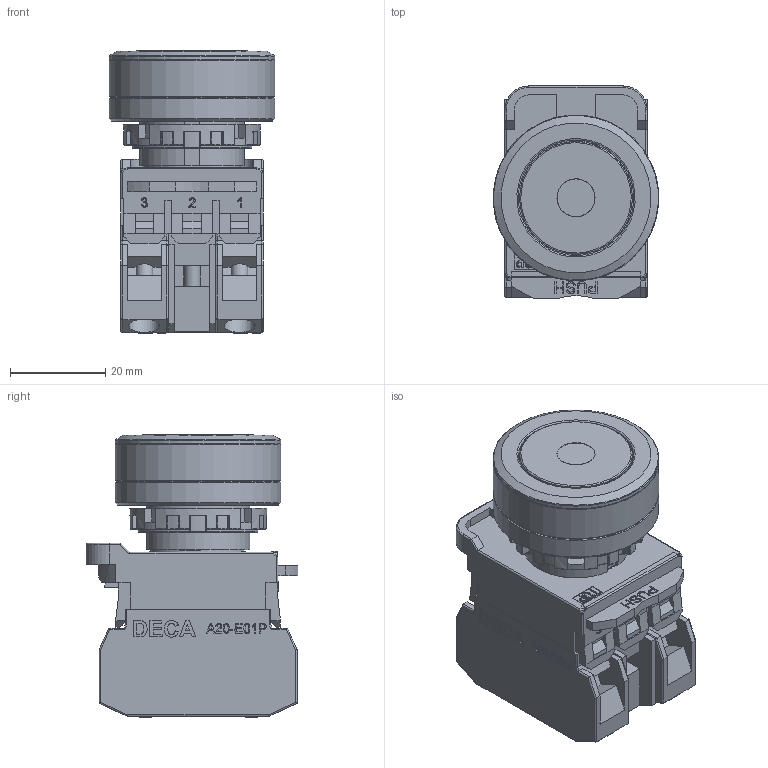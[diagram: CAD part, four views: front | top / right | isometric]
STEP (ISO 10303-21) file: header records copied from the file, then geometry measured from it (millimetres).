
FILE_DESCRIPTION( ( 'Unknown' ), '1' );
FILE_NAME( 'A20xL-x1DE11xx-BU.stp', 'Unknown', ( 'Unknown' ), ( 'Unknown' ), 'XStep 1.0', 'Unknown', ' ' );
FILE_SCHEMA( ( 'automotive_design' ) );
Length unit declared in the file: millimetre
Products named in the file (1): 8
Bounding box: 34.79 x 44.55 x 59.4 mm (x, y, z)
Volume: 53225 mm3; surface area: 17853.9 mm2
Topology: 1 solids, 26 shells, 1590 faces, 4135 edges, 2661 vertices
Faces by surface type: plane 1006, cylinder 256, extrusion 198, torus 58, cone 34, bspline 24, sphere 14
Full cylindrical faces by diameter (mm): 0.4 x4, 6.5 x6, 7.96 x1, 8 x1, 22 x1, 23 x1, 23.7 x1, 24.28 x1, 30 x2, 30.8 x1, 34.8 x2, 34.84 x1
Entity records: 65549 total; most frequent: CARTESIAN_POINT 14899, ORIENTED_EDGE 8096, DIRECTION 7093, EDGE_CURVE 4048, VECTOR 3053, LINE 2855, VERTEX_POINT 2644, AXIS2_PLACEMENT_3D 2020
